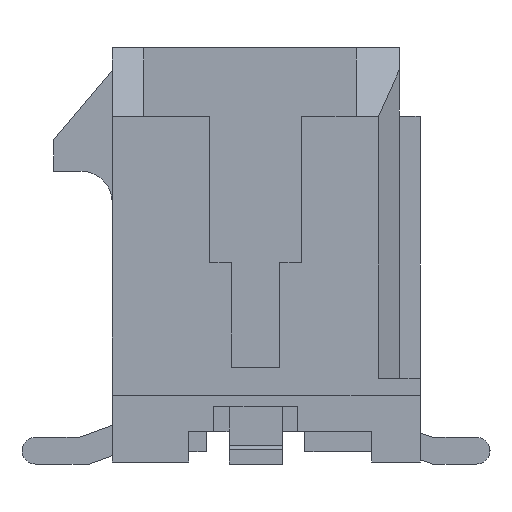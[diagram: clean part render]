
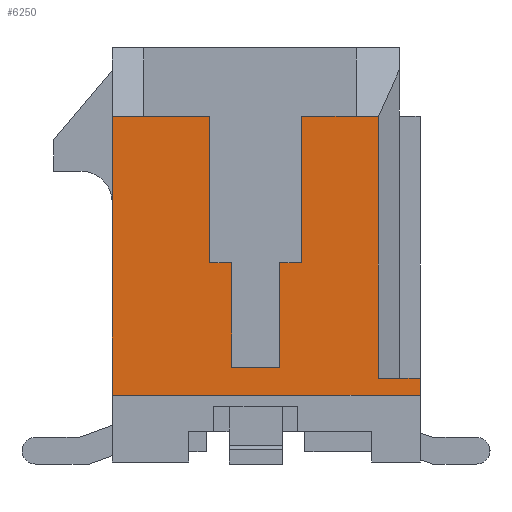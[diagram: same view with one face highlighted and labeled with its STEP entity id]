
A CAD part, left-side view. The second image highlights one B-rep face of the part: STEP entity #6250.
In plain terms, the highlighted planar face has unit normal (-1, 0, 0).
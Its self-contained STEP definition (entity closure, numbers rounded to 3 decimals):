
#1=DIRECTION('',(0.,0.,-1.));
#2=VECTOR('',#1,3.5);
#3=CARTESIAN_POINT('',(-9.325,-1.1,3.31));
#4=LINE('',#3,#2);
#5=DIRECTION('',(0.,1.,0.));
#6=VECTOR('',#5,1.31);
#7=CARTESIAN_POINT('',(-9.325,-2.41,3.31));
#8=LINE('',#7,#6);
#9=DIRECTION('',(0.,-1.,0.));
#10=VECTOR('',#9,0.53);
#11=CARTESIAN_POINT('',(-9.325,-2.41,3.31));
#12=LINE('',#11,#10);
#13=DIRECTION('',(0.,0.,-1.));
#14=VECTOR('',#13,6.27);
#15=CARTESIAN_POINT('',(-9.325,-2.94,3.31));
#16=LINE('',#15,#14);
#17=DIRECTION('',(0.,0.,-1.));
#18=VECTOR('',#17,0.4);
#19=CARTESIAN_POINT('',(-9.325,-3.94,-2.96));
#20=LINE('',#19,#18);
#21=DIRECTION('',(0.,1.,0.));
#22=VECTOR('',#21,7.37);
#23=CARTESIAN_POINT('',(-9.325,-3.94,-3.36));
#24=LINE('',#23,#22);
#25=DIRECTION('',(0.,0.,1.));
#26=VECTOR('',#25,6.67);
#27=CARTESIAN_POINT('',(-9.325,3.43,-3.36));
#28=LINE('',#27,#26);
#29=DIRECTION('',(0.,-1.,0.));
#30=VECTOR('',#29,0.75);
#31=CARTESIAN_POINT('',(-9.325,3.43,3.31));
#32=LINE('',#31,#30);
#33=DIRECTION('',(0.,1.,0.));
#34=VECTOR('',#33,1.58);
#35=CARTESIAN_POINT('',(-9.325,1.1,3.31));
#36=LINE('',#35,#34);
#37=DIRECTION('',(0.,0.,-1.));
#38=VECTOR('',#37,3.5);
#39=CARTESIAN_POINT('',(-9.325,1.1,3.31));
#40=LINE('',#39,#38);
#41=DIRECTION('',(0.,1.,0.));
#42=VECTOR('',#41,0.525);
#43=CARTESIAN_POINT('',(-9.325,0.575,-0.19));
#44=LINE('',#43,#42);
#45=DIRECTION('',(0.,0.,1.));
#46=VECTOR('',#45,2.5);
#47=CARTESIAN_POINT('',(-9.325,0.575,-2.69));
#48=LINE('',#47,#46);
#49=DIRECTION('',(0.,1.,0.));
#50=VECTOR('',#49,1.15);
#51=CARTESIAN_POINT('',(-9.325,-0.575,-2.69));
#52=LINE('',#51,#50);
#53=DIRECTION('',(0.,0.,-1.));
#54=VECTOR('',#53,2.5);
#55=CARTESIAN_POINT('',(-9.325,-0.575,-0.19));
#56=LINE('',#55,#54);
#57=DIRECTION('',(0.,1.,0.));
#58=VECTOR('',#57,0.525);
#59=CARTESIAN_POINT('',(-9.325,-1.1,-0.19));
#60=LINE('',#59,#58);
#2259=DIRECTION('',(0.,1.,0.));
#2260=VECTOR('',#2259,1.);
#2261=CARTESIAN_POINT('',(-9.325,-3.94,-2.96));
#2262=LINE('',#2261,#2260);
#4744=CARTESIAN_POINT('',(-9.325,3.43,3.31));
#4746=VERTEX_POINT('',#4744);
#4793=CARTESIAN_POINT('',(-9.325,-3.94,-2.96));
#4794=CARTESIAN_POINT('',(-9.325,-2.94,-2.96));
#4795=VERTEX_POINT('',#4793);
#4796=VERTEX_POINT('',#4794);
#4801=CARTESIAN_POINT('',(-9.325,2.68,3.31));
#4802=VERTEX_POINT('',#4801);
#4803=CARTESIAN_POINT('',(-9.325,-2.41,3.31));
#4804=VERTEX_POINT('',#4803);
#4993=CARTESIAN_POINT('',(-9.325,-1.1,3.31));
#4994=CARTESIAN_POINT('',(-9.325,-1.1,-0.19));
#4995=VERTEX_POINT('',#4993);
#4996=VERTEX_POINT('',#4994);
#4997=CARTESIAN_POINT('',(-9.325,-0.575,-0.19));
#4998=VERTEX_POINT('',#4997);
#4999=CARTESIAN_POINT('',(-9.325,-0.575,-2.69));
#5000=VERTEX_POINT('',#4999);
#5001=CARTESIAN_POINT('',(-9.325,0.575,-2.69));
#5002=VERTEX_POINT('',#5001);
#5003=CARTESIAN_POINT('',(-9.325,0.575,-0.19));
#5004=VERTEX_POINT('',#5003);
#5005=CARTESIAN_POINT('',(-9.325,1.1,-0.19));
#5006=VERTEX_POINT('',#5005);
#5007=CARTESIAN_POINT('',(-9.325,1.1,3.31));
#5008=VERTEX_POINT('',#5007);
#5801=CARTESIAN_POINT('',(-9.325,-3.94,-3.36));
#5802=CARTESIAN_POINT('',(-9.325,3.43,-3.36));
#5803=VERTEX_POINT('',#5801);
#5804=VERTEX_POINT('',#5802);
#5829=CARTESIAN_POINT('',(-9.325,-2.94,3.31));
#5830=VERTEX_POINT('',#5829);
#6211=CARTESIAN_POINT('',(-9.325,0.,0.));
#6212=DIRECTION('',(1.,0.,0.));
#6213=DIRECTION('',(0.,0.,-1.));
#6214=AXIS2_PLACEMENT_3D('',#6211,#6212,#6213);
#6215=PLANE('',#6214);
#6217=ORIENTED_EDGE('',*,*,#6216,.F.);
#6219=ORIENTED_EDGE('',*,*,#6218,.F.);
#6221=ORIENTED_EDGE('',*,*,#6220,.T.);
#6223=ORIENTED_EDGE('',*,*,#6222,.T.);
#6225=ORIENTED_EDGE('',*,*,#6224,.F.);
#6227=ORIENTED_EDGE('',*,*,#6226,.T.);
#6229=ORIENTED_EDGE('',*,*,#6228,.T.);
#6231=ORIENTED_EDGE('',*,*,#6230,.T.);
#6233=ORIENTED_EDGE('',*,*,#6232,.T.);
#6235=ORIENTED_EDGE('',*,*,#6234,.F.);
#6237=ORIENTED_EDGE('',*,*,#6236,.T.);
#6239=ORIENTED_EDGE('',*,*,#6238,.F.);
#6241=ORIENTED_EDGE('',*,*,#6240,.F.);
#6243=ORIENTED_EDGE('',*,*,#6242,.F.);
#6245=ORIENTED_EDGE('',*,*,#6244,.F.);
#6247=ORIENTED_EDGE('',*,*,#6246,.F.);
#6248=EDGE_LOOP('',(#6217,#6219,#6221,#6223,#6225,#6227,#6229,#6231,#6233,#6235,
#6237,#6239,#6241,#6243,#6245,#6247));
#6249=FACE_OUTER_BOUND('',#6248,.F.);
#6250=ADVANCED_FACE('',(#6249),#6215,.F.);
#6216=EDGE_CURVE('',#4995,#4996,#4,.T.);
#6218=EDGE_CURVE('',#4804,#4995,#8,.T.);
#6220=EDGE_CURVE('',#4804,#5830,#12,.T.);
#6222=EDGE_CURVE('',#5830,#4796,#16,.T.);
#6224=EDGE_CURVE('',#4795,#4796,#2262,.T.);
#6226=EDGE_CURVE('',#4795,#5803,#20,.T.);
#6228=EDGE_CURVE('',#5803,#5804,#24,.T.);
#6230=EDGE_CURVE('',#5804,#4746,#28,.T.);
#6232=EDGE_CURVE('',#4746,#4802,#32,.T.);
#6234=EDGE_CURVE('',#5008,#4802,#36,.T.);
#6236=EDGE_CURVE('',#5008,#5006,#40,.T.);
#6238=EDGE_CURVE('',#5004,#5006,#44,.T.);
#6240=EDGE_CURVE('',#5002,#5004,#48,.T.);
#6242=EDGE_CURVE('',#5000,#5002,#52,.T.);
#6244=EDGE_CURVE('',#4998,#5000,#56,.T.);
#6246=EDGE_CURVE('',#4996,#4998,#60,.T.);
